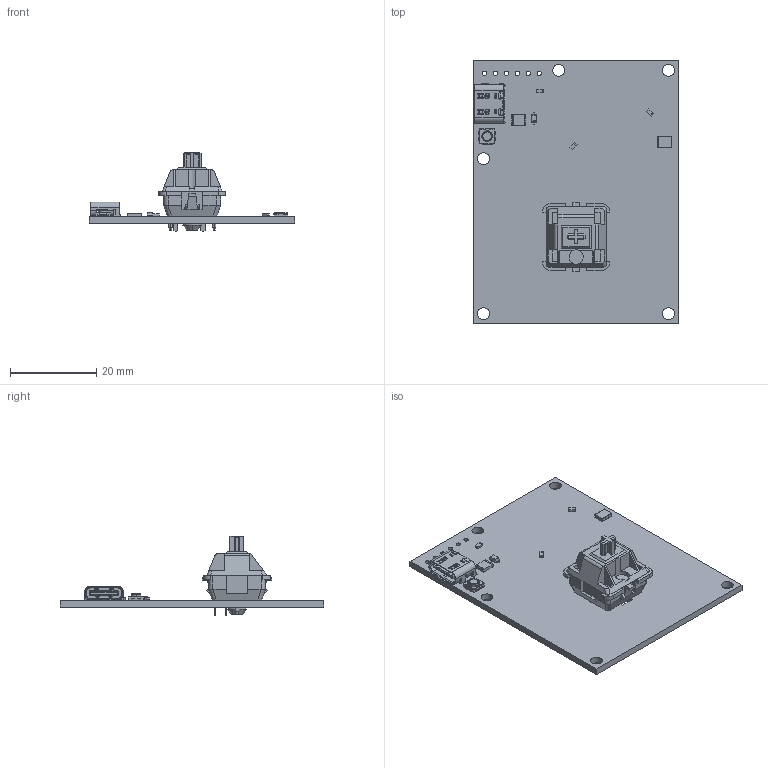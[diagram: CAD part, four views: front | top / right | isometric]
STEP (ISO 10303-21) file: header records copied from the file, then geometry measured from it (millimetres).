
FILE_DESCRIPTION(('FreeCAD Model'),'2;1');
FILE_NAME('Open CASCADE Shape Model','2023-12-08T17:10:24',('Author'),( ''),'Open CASCADE STEP processor 7.6','FreeCAD','Unknown');
FILE_SCHEMA(('AUTOMOTIVE_DESIGN { 1 0 10303 214 1 1 1 1 }'));
Length unit declared in the file: millimetre
Products named in the file (95): extinction_button; Board_Geoms_89a5; Pcb_89a5; Step_Models_89a5; Top_89a5; F1_MF-USMF035_778abc6c826a; SW1_SOV_168HNT_ASM_c36f861a5ffb; SOV_ASM_3_ASM; SOV_BASE_1_4; SOV_TERMINAL_1_1_ASM; MANIFOLD_SOLID_BREP_9356; MANIFOLD_SOLID_BREP_9785; MANIFOLD_SOLID_BREP_10214; SOF_SPRING_1_1; SOV_COVER_1_2; BOTTOM-2_4; J1_DX07S016JA1R1544_b0f40c07e223; DX07S016JA1R1500; DX07S016JA1R1501; DX07S016JA1R1502; DX07S016JA1R1503; DX07S016JA1R1504; DX07S016JA1R1505; DX07S016JA1R1506; DX07S016JA1R1507; DX07S016JA1R1508; DX07S016JA1R1509; DX07S016JA1R1510; DX07S016JA1R1511; DX07S016JA1R1512; DX07S016JA1R1513; DX07S016JA1R1514; DX07S016JA1R1515; DX07S016JA1R1516; DX07S016JA1R1517; DX07S016JA1R1518; DX07S016JA1R1519; DX07S016JA1R1520; DX07S016JA1R1521; DX07S016JA1R1522 ...
Assembly tree (94 placements, depth 7):
  extinction_button
    Board_Geoms_89a5
      Pcb_89a5
    Step_Models_89a5
      Top_89a5
        F1_MF-USMF035_778abc6c826a
        SW1_SOV_168HNT_ASM_c36f861a5ffb
          SOV_ASM_3_ASM
            SOV_BASE_1_4
            SOV_TERMINAL_1_1_ASM
              MANIFOLD_SOLID_BREP_9356
              MANIFOLD_SOLID_BREP_9785
              MANIFOLD_SOLID_BREP_10214
            SOF_SPRING_1_1
            SOV_COVER_1_2
            BOTTOM-2_4
        J1_DX07S016JA1R1544_b0f40c07e223
          DX07S016JA1R1500
          DX07S016JA1R1501
          DX07S016JA1R1502
          DX07S016JA1R1503
          DX07S016JA1R1504
          DX07S016JA1R1505
          DX07S016JA1R1506
          DX07S016JA1R1507
          DX07S016JA1R1508
          DX07S016JA1R1509
          DX07S016JA1R1510
          DX07S016JA1R1511
          DX07S016JA1R1512
          DX07S016JA1R1513
          DX07S016JA1R1514
          DX07S016JA1R1515
          DX07S016JA1R1516
          DX07S016JA1R1517
          DX07S016JA1R1518
          DX07S016JA1R1519
          DX07S016JA1R1520
          DX07S016JA1R1521
          DX07S016JA1R1522
          DX07S016JA1R1523
          DX07S016JA1R1524
          DX07S016JA1R1525
          DX07S016JA1R1526
          DX07S016JA1R1527
          DX07S016JA1R1528
          DX07S016JA1R1529
          DX07S016JA1R1530
          DX07S016JA1R1531
          DX07S016JA1R1532
          DX07S016JA1R1533
          DX07S016JA1R1534
          DX07S016JA1R1535
          DX07S016JA1R1536
          DX07S016JA1R1537
          DX07S016JA1R1538
          DX07S016JA1R1539
          DX07S016JA1R1540
          DX07S016JA1R1541
          DX07S016JA1R1542
Bounding box: 47.8 x 61.3 x 18.54 mm (x, y, z)
Volume: 6237.1 mm3; surface area: 8564.7 mm2
Topology: 79 solids, 81 shells, 2088 faces, 5476 edges, 3547 vertices
Faces by surface type: plane 1653, cylinder 344, cone 52, bspline 16, sphere 12, revolution 8, torus 3
Full cylindrical faces by diameter (mm): 0.63 x1, 1 x6, 1.702 x2, 2.75 x5, 3 x2, 3.988 x1
Entity records: 66607 total; most frequent: CARTESIAN_POINT 12350, ORIENTED_EDGE 10916, DIRECTION 10423, EDGE_CURVE 5464, LINE 4569, VECTOR 4569, VERTEX_POINT 3547, AXIS2_PLACEMENT_3D 2923
